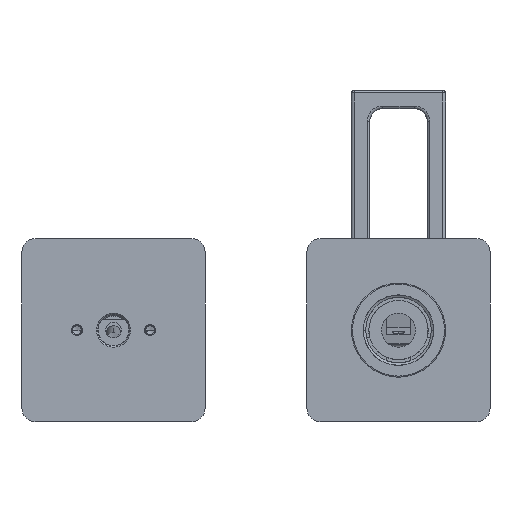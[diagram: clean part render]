
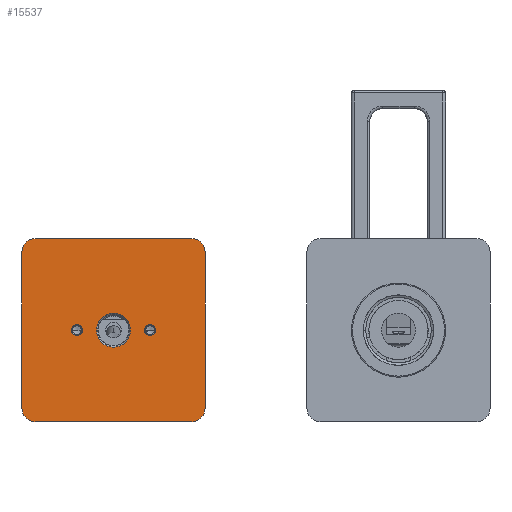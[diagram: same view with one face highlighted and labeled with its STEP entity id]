
A CAD part, front view. The second image highlights one B-rep face of the part: STEP entity #15537.
In plain terms, the highlighted planar face has unit normal (0, -1, 0).
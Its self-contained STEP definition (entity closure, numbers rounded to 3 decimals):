
#13367=CARTESIAN_POINT('',(30.,51.,-30.));
#13368=DIRECTION('',(0.,-1.,0.));
#13369=DIRECTION('',(0.,0.,-1.));
#13370=AXIS2_PLACEMENT_3D('',#13367,#13368,#13369);
#13372=DIRECTION('',(-1.,0.,0.));
#13373=VECTOR('',#13372,60.);
#13374=CARTESIAN_POINT('',(30.,51.,-35.));
#13375=LINE('',#13374,#13373);
#13376=CARTESIAN_POINT('',(-30.,51.,-30.));
#13377=DIRECTION('',(0.,-1.,0.));
#13378=DIRECTION('',(-1.,0.,0.));
#13379=AXIS2_PLACEMENT_3D('',#13376,#13377,#13378);
#13381=DIRECTION('',(0.,0.,1.));
#13382=VECTOR('',#13381,60.);
#13383=CARTESIAN_POINT('',(-35.,51.,-30.));
#13384=LINE('',#13383,#13382);
#13385=CARTESIAN_POINT('',(-30.,51.,30.));
#13386=DIRECTION('',(0.,-1.,0.));
#13387=DIRECTION('',(0.,0.,1.));
#13388=AXIS2_PLACEMENT_3D('',#13385,#13386,#13387);
#13390=DIRECTION('',(1.,0.,0.));
#13391=VECTOR('',#13390,60.);
#13392=CARTESIAN_POINT('',(-30.,51.,35.));
#13393=LINE('',#13392,#13391);
#13394=CARTESIAN_POINT('',(30.,51.,30.));
#13395=DIRECTION('',(0.,-1.,0.));
#13396=DIRECTION('',(1.,0.,0.));
#13397=AXIS2_PLACEMENT_3D('',#13394,#13395,#13396);
#13399=DIRECTION('',(0.,0.,-1.));
#13400=VECTOR('',#13399,60.);
#13401=CARTESIAN_POINT('',(35.,51.,30.));
#13402=LINE('',#13401,#13400);
#13403=CARTESIAN_POINT('',(0.,51.,0.));
#13404=DIRECTION('',(0.,-1.,0.));
#13405=DIRECTION('',(1.,0.,0.));
#13406=AXIS2_PLACEMENT_3D('',#13403,#13404,#13405);
#13408=CARTESIAN_POINT('',(0.,51.,0.));
#13409=DIRECTION('',(0.,-1.,0.));
#13410=DIRECTION('',(-1.,0.,0.));
#13411=AXIS2_PLACEMENT_3D('',#13408,#13409,#13410);
#13413=CARTESIAN_POINT('',(14.,51.,0.));
#13414=DIRECTION('',(0.,1.,0.));
#13415=DIRECTION('',(1.,0.,0.));
#13416=AXIS2_PLACEMENT_3D('',#13413,#13414,#13415);
#13418=CARTESIAN_POINT('',(14.,51.,0.));
#13419=DIRECTION('',(0.,1.,0.));
#13420=DIRECTION('',(-1.,0.,0.));
#13421=AXIS2_PLACEMENT_3D('',#13418,#13419,#13420);
#13423=CARTESIAN_POINT('',(-14.,51.,0.));
#13424=DIRECTION('',(0.,1.,0.));
#13425=DIRECTION('',(1.,0.,0.));
#13426=AXIS2_PLACEMENT_3D('',#13423,#13424,#13425);
#13428=CARTESIAN_POINT('',(-14.,51.,0.));
#13429=DIRECTION('',(0.,1.,0.));
#13430=DIRECTION('',(-1.,0.,0.));
#13431=AXIS2_PLACEMENT_3D('',#13428,#13429,#13430);
#14710=CARTESIAN_POINT('',(6.5,51.,0.));
#14711=CARTESIAN_POINT('',(-6.5,51.,0.));
#14712=VERTEX_POINT('',#14710);
#14713=VERTEX_POINT('',#14711);
#14718=CARTESIAN_POINT('',(30.,51.,-35.));
#14719=CARTESIAN_POINT('',(35.,51.,-30.));
#14720=VERTEX_POINT('',#14718);
#14721=VERTEX_POINT('',#14719);
#14726=CARTESIAN_POINT('',(-35.,51.,-30.));
#14727=CARTESIAN_POINT('',(-30.,51.,-35.));
#14728=VERTEX_POINT('',#14726);
#14729=VERTEX_POINT('',#14727);
#14734=CARTESIAN_POINT('',(-30.,51.,35.));
#14735=CARTESIAN_POINT('',(-35.,51.,30.));
#14736=VERTEX_POINT('',#14734);
#14737=VERTEX_POINT('',#14735);
#14742=CARTESIAN_POINT('',(35.,51.,30.));
#14743=CARTESIAN_POINT('',(30.,51.,35.));
#14744=VERTEX_POINT('',#14742);
#14745=VERTEX_POINT('',#14743);
#14750=CARTESIAN_POINT('',(16.1,51.,0.));
#14751=CARTESIAN_POINT('',(11.9,51.,0.));
#14752=VERTEX_POINT('',#14750);
#14753=VERTEX_POINT('',#14751);
#14754=CARTESIAN_POINT('',(-11.9,51.,0.));
#14755=CARTESIAN_POINT('',(-16.1,51.,0.));
#14756=VERTEX_POINT('',#14754);
#14757=VERTEX_POINT('',#14755);
#15497=CARTESIAN_POINT('',(0.,51.,0.));
#15498=DIRECTION('',(0.,1.,0.));
#15499=DIRECTION('',(1.,0.,0.));
#15500=AXIS2_PLACEMENT_3D('',#15497,#15498,#15499);
#15501=PLANE('',#15500);
#15502=ORIENTED_EDGE('',*,*,#15480,.F.);
#15504=ORIENTED_EDGE('',*,*,#15503,.T.);
#15506=ORIENTED_EDGE('',*,*,#15505,.F.);
#15508=ORIENTED_EDGE('',*,*,#15507,.T.);
#15510=ORIENTED_EDGE('',*,*,#15509,.F.);
#15512=ORIENTED_EDGE('',*,*,#15511,.T.);
#15514=ORIENTED_EDGE('',*,*,#15513,.F.);
#15516=ORIENTED_EDGE('',*,*,#15515,.T.);
#15517=EDGE_LOOP('',(#15502,#15504,#15506,#15508,#15510,#15512,#15514,#15516));
#15518=FACE_OUTER_BOUND('',#15517,.F.);
#15520=ORIENTED_EDGE('',*,*,#15519,.T.);
#15522=ORIENTED_EDGE('',*,*,#15521,.T.);
#15523=EDGE_LOOP('',(#15520,#15522));
#15524=FACE_BOUND('',#15523,.F.);
#15526=ORIENTED_EDGE('',*,*,#15525,.F.);
#15528=ORIENTED_EDGE('',*,*,#15527,.F.);
#15529=EDGE_LOOP('',(#15526,#15528));
#15530=FACE_BOUND('',#15529,.F.);
#15532=ORIENTED_EDGE('',*,*,#15531,.F.);
#15534=ORIENTED_EDGE('',*,*,#15533,.F.);
#15535=EDGE_LOOP('',(#15532,#15534));
#15536=FACE_BOUND('',#15535,.F.);
#15537=ADVANCED_FACE('',(#15518,#15524,#15530,#15536),#15501,.F.);
#13371=CIRCLE('',#13370,5.);
#13380=CIRCLE('',#13379,5.);
#13389=CIRCLE('',#13388,5.);
#13398=CIRCLE('',#13397,5.);
#13407=CIRCLE('',#13406,6.5);
#13412=CIRCLE('',#13411,6.5);
#13417=CIRCLE('',#13416,2.1);
#13422=CIRCLE('',#13421,2.1);
#13427=CIRCLE('',#13426,2.1);
#13432=CIRCLE('',#13431,2.1);
#15480=EDGE_CURVE('',#14720,#14721,#13371,.T.);
#15503=EDGE_CURVE('',#14720,#14729,#13375,.T.);
#15505=EDGE_CURVE('',#14728,#14729,#13380,.T.);
#15507=EDGE_CURVE('',#14728,#14737,#13384,.T.);
#15509=EDGE_CURVE('',#14736,#14737,#13389,.T.);
#15511=EDGE_CURVE('',#14736,#14745,#13393,.T.);
#15513=EDGE_CURVE('',#14744,#14745,#13398,.T.);
#15515=EDGE_CURVE('',#14744,#14721,#13402,.T.);
#15519=EDGE_CURVE('',#14712,#14713,#13407,.T.);
#15521=EDGE_CURVE('',#14713,#14712,#13412,.T.);
#15525=EDGE_CURVE('',#14752,#14753,#13417,.T.);
#15527=EDGE_CURVE('',#14753,#14752,#13422,.T.);
#15531=EDGE_CURVE('',#14756,#14757,#13427,.T.);
#15533=EDGE_CURVE('',#14757,#14756,#13432,.T.);
